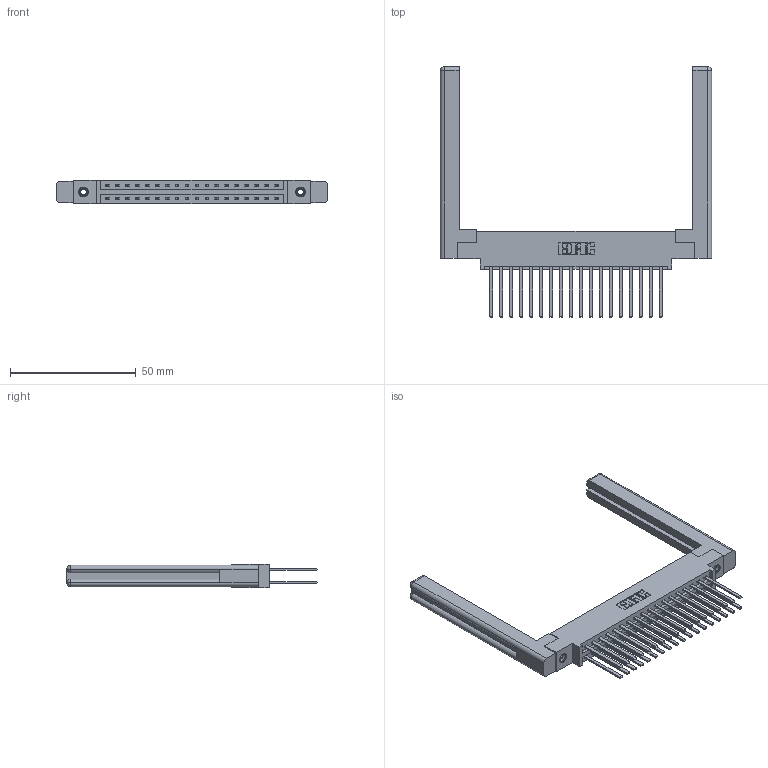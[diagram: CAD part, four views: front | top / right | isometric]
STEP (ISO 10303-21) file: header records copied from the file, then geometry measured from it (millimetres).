
FILE_DESCRIPTION (( 'STEP AP203' ), '1' );
FILE_NAME ('387-036-544-858.STEP', '2019-10-17T19:47:37', ( '' ), ( '' ), 'SwSTEP 2.0', 'SolidWorks 2016', '' );
FILE_SCHEMA (( 'CONFIG_CONTROL_DESIGN' ));
Length unit declared in the file: inch
Products named in the file (5): 307-220-058; 387-036-544-858; 345-292-001_345-293-144; 345-250-001_345-250-001-102; 337 Part_0.170 Offset - 0.156 Dia-TI
Assembly tree (41 placements, depth 2):
  387-036-544-858
    337 Part_0.170 Offset - 0.156 Dia-TI
    345-292-001_345-293-144  x36
    345-250-001_345-250-001-102  x2
    307-220-058  x2
Bounding box: 107.95 x 99.7 x 9.4 mm (x, y, z)
Volume: 18586.7 mm3; surface area: 19507.8 mm2
Topology: 41 solids, 41 shells, 1988 faces, 5825 edges, 3822 vertices
Faces by surface type: plane 1382, cylinder 582, cone 12, torus 12
Entity records: 19642 total; most frequent: CARTESIAN_POINT 3337, ORIENTED_EDGE 3212, DIRECTION 2894, EDGE_CURVE 1606, LINE 1434, VECTOR 1434, VERTEX_POINT 1062, AXIS2_PLACEMENT_3D 730
